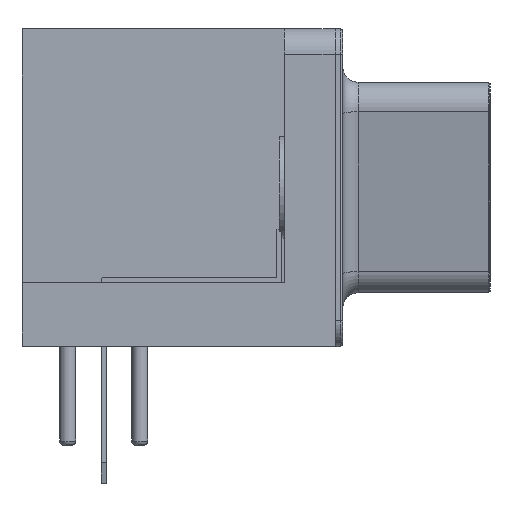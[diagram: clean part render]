
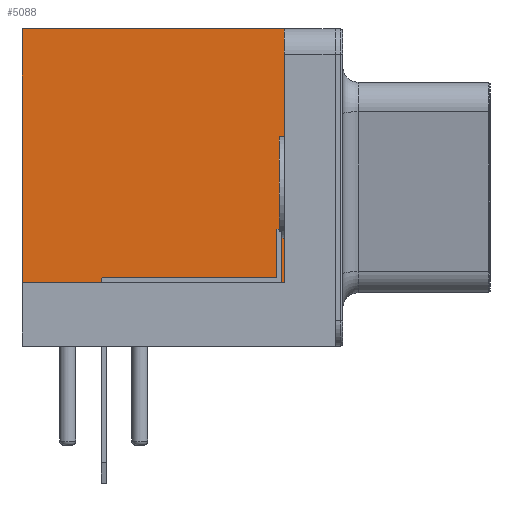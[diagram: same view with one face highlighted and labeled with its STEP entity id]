
A CAD part, left-side view. The second image highlights one B-rep face of the part: STEP entity #5088.
In plain terms, the highlighted planar face has unit normal (-1, 0, 0).
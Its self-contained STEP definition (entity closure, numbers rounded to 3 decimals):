
#4238 = VERTEX_POINT('',#4239);
#4239 = CARTESIAN_POINT('',(-4.27,1.8,12.5));
#4245 = EDGE_CURVE('',#4246,#4238,#4248,.T.);
#4246 = VERTEX_POINT('',#4247);
#4247 = CARTESIAN_POINT('',(-4.27,-8.54,12.5));
#4248 = LINE('',#4249,#4250);
#4249 = CARTESIAN_POINT('',(-4.27,-9.54,12.5));
#4250 = VECTOR('',#4251,1.);
#4251 = DIRECTION('',(0.,1.,0.));
#5058 = VERTEX_POINT('',#5059);
#5059 = CARTESIAN_POINT('',(-4.27,-8.54,2.5));
#5065 = EDGE_CURVE('',#5058,#4246,#5066,.T.);
#5066 = LINE('',#5067,#5068);
#5067 = CARTESIAN_POINT('',(-4.27,-8.54,2.5));
#5068 = VECTOR('',#5069,1.);
#5069 = DIRECTION('',(0.,0.,1.));
#5088 = ADVANCED_FACE('',(#5089),#5107,.F.);
#5089 = FACE_BOUND('',#5090,.F.);
#5090 = EDGE_LOOP('',(#5091,#5092,#5100,#5106));
#5091 = ORIENTED_EDGE('',*,*,#5065,.F.);
#5092 = ORIENTED_EDGE('',*,*,#5093,.T.);
#5093 = EDGE_CURVE('',#5058,#5094,#5096,.T.);
#5094 = VERTEX_POINT('',#5095);
#5095 = CARTESIAN_POINT('',(-4.27,1.8,2.5));
#5096 = LINE('',#5097,#5098);
#5097 = CARTESIAN_POINT('',(-4.27,-8.54,2.5));
#5098 = VECTOR('',#5099,1.);
#5099 = DIRECTION('',(-0.,1.,0.));
#5100 = ORIENTED_EDGE('',*,*,#5101,.T.);
#5101 = EDGE_CURVE('',#5094,#4238,#5102,.T.);
#5102 = LINE('',#5103,#5104);
#5103 = CARTESIAN_POINT('',(-4.27,1.8,4.375));
#5104 = VECTOR('',#5105,1.);
#5105 = DIRECTION('',(0.,0.,1.));
#5106 = ORIENTED_EDGE('',*,*,#4245,.F.);
#5107 = PLANE('',#5108);
#5108 = AXIS2_PLACEMENT_3D('',#5109,#5110,#5111);
#5109 = CARTESIAN_POINT('',(-4.27,-8.54,2.5));
#5110 = DIRECTION('',(1.,0.,0.));
#5111 = DIRECTION('',(0.,0.,1.));
